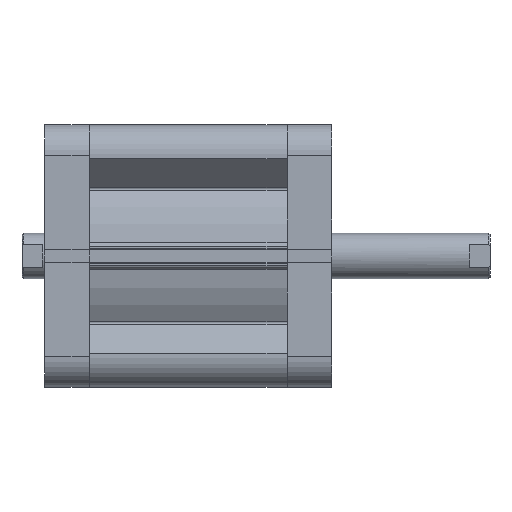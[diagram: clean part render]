
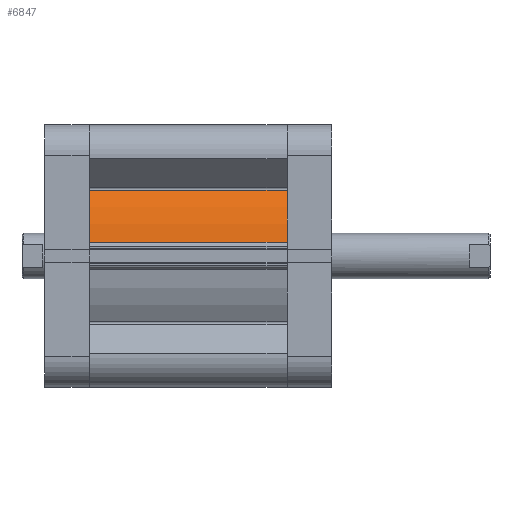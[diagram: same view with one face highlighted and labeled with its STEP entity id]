
A CAD part, front view. The second image highlights one B-rep face of the part: STEP entity #6847.
In plain terms, the highlighted cylindrical face has radius 53.5 mm (diameter 107 mm), a partial arc.
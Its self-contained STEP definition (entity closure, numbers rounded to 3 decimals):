
#650 = ORIENTED_EDGE ( 'NONE', *, *, #5829, .T. ) ;
#651 = ORIENTED_EDGE ( 'NONE', *, *, #5828, .T. ) ;
#652 = ORIENTED_EDGE ( 'NONE', *, *, #5819, .F. ) ;
#653 = ORIENTED_EDGE ( 'NONE', *, *, #5830, .T. ) ;
#1269 = EDGE_LOOP ( 'NONE', ( #650, #651, #652, #653 ) ) ;
#1409 = CARTESIAN_POINT ( 'NONE',  ( 6.135, -53.147, 87.5 ) ) ;
#1423 = CARTESIAN_POINT ( 'NONE',  ( 6.135, -53.147, 0. ) ) ;
#1429 = CARTESIAN_POINT ( 'NONE',  ( 28.996, -44.961, 87.5 ) ) ;
#2299 = CARTESIAN_POINT ( 'NONE',  ( 0., 0., 87.5 ) ) ;
#2300 = DIRECTION ( 'NONE',  ( 0., 0., 1. ) ) ;
#2301 = DIRECTION ( 'NONE',  ( 1., 0., 0. ) ) ;
#2316 = CARTESIAN_POINT ( 'NONE',  ( 28.996, -44.961, 87.5 ) ) ;
#2324 = DIRECTION ( 'NONE',  ( 0., 0., 1. ) ) ;
#2325 = CARTESIAN_POINT ( 'NONE',  ( 0., 0., 0. ) ) ;
#2327 = DIRECTION ( 'NONE',  ( 0., 0., 1. ) ) ;
#2328 = DIRECTION ( 'NONE',  ( 1., 0., 0. ) ) ;
#2329 = CARTESIAN_POINT ( 'NONE',  ( 6.135, -53.147, 87.5 ) ) ;
#2330 = DIRECTION ( 'NONE',  ( 0., 0., -1. ) ) ;
#2576 = AXIS2_PLACEMENT_3D ( 'NONE', #2299, #2300, #2301 ) ;
#2577 = AXIS2_PLACEMENT_3D ( 'NONE', #2325, #2327, #2328 ) ;
#2845 = AXIS2_PLACEMENT_3D ( 'NONE', #4743, #4742, #4741 ) ;
#4468 = FACE_OUTER_BOUND ( 'NONE', #1269, .T. ) ;
#4471 = CYLINDRICAL_SURFACE ( 'NONE', #2845, 53.5 ) ;
#4741 = DIRECTION ( 'NONE',  ( -1., 0., 0. ) ) ;
#4742 = DIRECTION ( 'NONE',  ( 0., 0., -1. ) ) ;
#4743 = CARTESIAN_POINT ( 'NONE',  ( 0., 0., 87.5 ) ) ;
#5302 = VERTEX_POINT ( 'NONE', #6523 ) ;
#5402 = VERTEX_POINT ( 'NONE', #1409 ) ;
#5416 = VERTEX_POINT ( 'NONE', #1423 ) ;
#5422 = VERTEX_POINT ( 'NONE', #1429 ) ;
#5819 = EDGE_CURVE ( 'NONE', #5402, #5422, #7478, .T. ) ;
#5828 = EDGE_CURVE ( 'NONE', #5302, #5422, #7489, .T. ) ;
#5829 = EDGE_CURVE ( 'NONE', #5416, #5302, #7494, .T. ) ;
#5830 = EDGE_CURVE ( 'NONE', #5402, #5416, #7486, .T. ) ;
#6523 = CARTESIAN_POINT ( 'NONE',  ( 28.996, -44.961, 0. ) ) ;
#6847 = ADVANCED_FACE ( 'NONE', ( #4468 ), #4471, .T. ) ;
#7478 = CIRCLE ( 'NONE', #2576, 53.5 ) ;
#7481 = VECTOR ( 'NONE', #2324, 1000. ) ;
#7486 = LINE ( 'NONE', #2329, #7488 ) ;
#7488 = VECTOR ( 'NONE', #2330, 1000. ) ;
#7489 = LINE ( 'NONE', #2316, #7481 ) ;
#7494 = CIRCLE ( 'NONE', #2577, 53.5 ) ;
